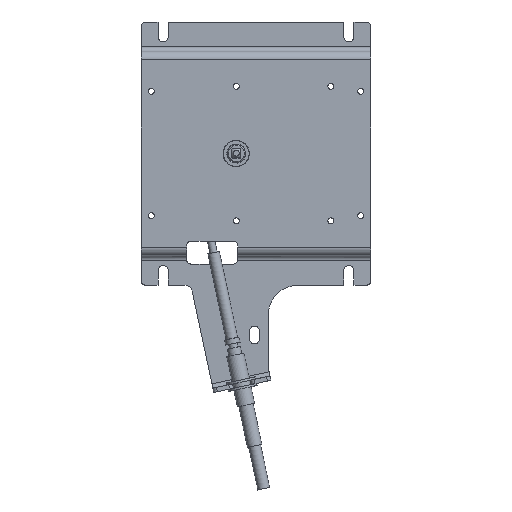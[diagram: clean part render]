
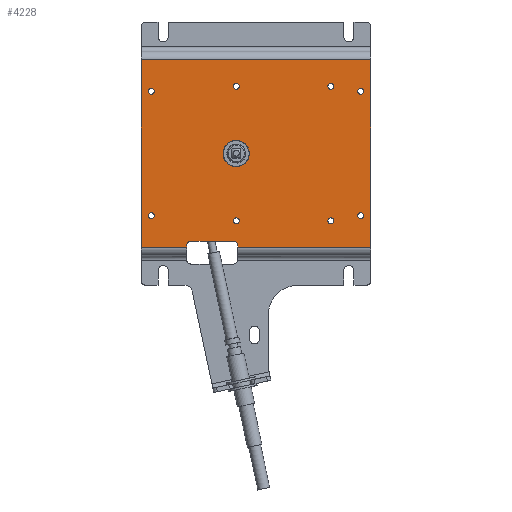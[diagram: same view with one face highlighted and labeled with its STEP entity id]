
A CAD part, top view. The second image highlights one B-rep face of the part: STEP entity #4228.
In plain terms, the highlighted planar face has unit normal (0, 0, 1).
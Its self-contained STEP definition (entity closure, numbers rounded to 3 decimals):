
#618=DIRECTION('',(1.,0.,0.));
#619=VECTOR('',#618,157.);
#620=CARTESIAN_POINT('',(-78.5,64.,3.));
#621=LINE('',#620,#619);
#626=DIRECTION('',(0.,-1.,0.));
#627=VECTOR('',#626,1.);
#628=CARTESIAN_POINT('',(-12.5,-63.,3.));
#629=LINE('',#628,#627);
#630=CARTESIAN_POINT('',(-15.5,-63.,3.));
#631=DIRECTION('',(0.,0.,-1.));
#632=DIRECTION('',(0.,1.,0.));
#633=AXIS2_PLACEMENT_3D('',#630,#631,#632);
#635=DIRECTION('',(1.,0.,0.));
#636=VECTOR('',#635,29.);
#637=CARTESIAN_POINT('',(-44.5,-60.,3.));
#638=LINE('',#637,#636);
#639=CARTESIAN_POINT('',(-44.5,-63.,3.));
#640=DIRECTION('',(0.,0.,-1.));
#641=DIRECTION('',(-1.,0.,0.));
#642=AXIS2_PLACEMENT_3D('',#639,#640,#641);
#644=DIRECTION('',(0.,1.,0.));
#645=VECTOR('',#644,1.);
#646=CARTESIAN_POINT('',(-47.5,-64.,3.));
#647=LINE('',#646,#645);
#648=DIRECTION('',(0.,-1.,0.));
#649=VECTOR('',#648,128.);
#650=CARTESIAN_POINT('',(-78.5,64.,3.));
#651=LINE('',#650,#649);
#652=DIRECTION('',(0.,1.,0.));
#653=VECTOR('',#652,128.);
#654=CARTESIAN_POINT('',(78.5,-64.,3.));
#655=LINE('',#654,#653);
#656=CARTESIAN_POINT('',(51.2,-46.,3.));
#657=DIRECTION('',(0.,0.,-1.));
#658=DIRECTION('',(1.,0.,0.));
#659=AXIS2_PLACEMENT_3D('',#656,#657,#658);
#661=CARTESIAN_POINT('',(51.2,-46.,3.));
#662=DIRECTION('',(0.,0.,-1.));
#663=DIRECTION('',(-1.,0.,0.));
#664=AXIS2_PLACEMENT_3D('',#661,#662,#663);
#666=CARTESIAN_POINT('',(51.2,46.,3.));
#667=DIRECTION('',(0.,0.,-1.));
#668=DIRECTION('',(1.,0.,0.));
#669=AXIS2_PLACEMENT_3D('',#666,#667,#668);
#671=CARTESIAN_POINT('',(51.2,46.,3.));
#672=DIRECTION('',(0.,0.,-1.));
#673=DIRECTION('',(-1.,0.,0.));
#674=AXIS2_PLACEMENT_3D('',#671,#672,#673);
#676=CARTESIAN_POINT('',(71.5,42.5,3.));
#677=DIRECTION('',(0.,0.,-1.));
#678=DIRECTION('',(1.,0.,0.));
#679=AXIS2_PLACEMENT_3D('',#676,#677,#678);
#681=CARTESIAN_POINT('',(71.5,42.5,3.));
#682=DIRECTION('',(0.,0.,-1.));
#683=DIRECTION('',(-1.,0.,0.));
#684=AXIS2_PLACEMENT_3D('',#681,#682,#683);
#686=CARTESIAN_POINT('',(71.5,-42.5,3.));
#687=DIRECTION('',(0.,0.,-1.));
#688=DIRECTION('',(1.,0.,0.));
#689=AXIS2_PLACEMENT_3D('',#686,#687,#688);
#691=CARTESIAN_POINT('',(71.5,-42.5,3.));
#692=DIRECTION('',(0.,0.,-1.));
#693=DIRECTION('',(-1.,0.,0.));
#694=AXIS2_PLACEMENT_3D('',#691,#692,#693);
#696=CARTESIAN_POINT('',(-71.5,42.5,3.));
#697=DIRECTION('',(0.,0.,-1.));
#698=DIRECTION('',(1.,0.,0.));
#699=AXIS2_PLACEMENT_3D('',#696,#697,#698);
#701=CARTESIAN_POINT('',(-71.5,42.5,3.));
#702=DIRECTION('',(0.,0.,-1.));
#703=DIRECTION('',(-1.,0.,0.));
#704=AXIS2_PLACEMENT_3D('',#701,#702,#703);
#706=CARTESIAN_POINT('',(-13.5,-46.,3.));
#707=DIRECTION('',(0.,0.,-1.));
#708=DIRECTION('',(1.,0.,0.));
#709=AXIS2_PLACEMENT_3D('',#706,#707,#708);
#711=CARTESIAN_POINT('',(-13.5,-46.,3.));
#712=DIRECTION('',(0.,0.,-1.));
#713=DIRECTION('',(-1.,0.,0.));
#714=AXIS2_PLACEMENT_3D('',#711,#712,#713);
#716=CARTESIAN_POINT('',(-13.5,46.,3.));
#717=DIRECTION('',(0.,0.,-1.));
#718=DIRECTION('',(1.,0.,0.));
#719=AXIS2_PLACEMENT_3D('',#716,#717,#718);
#721=CARTESIAN_POINT('',(-13.5,46.,3.));
#722=DIRECTION('',(0.,0.,-1.));
#723=DIRECTION('',(-1.,0.,0.));
#724=AXIS2_PLACEMENT_3D('',#721,#722,#723);
#726=CARTESIAN_POINT('',(-13.5,0.,3.));
#727=DIRECTION('',(0.,0.,-1.));
#728=DIRECTION('',(1.,0.,0.));
#729=AXIS2_PLACEMENT_3D('',#726,#727,#728);
#731=CARTESIAN_POINT('',(-13.5,0.,3.));
#732=DIRECTION('',(0.,0.,-1.));
#733=DIRECTION('',(-1.,0.,0.));
#734=AXIS2_PLACEMENT_3D('',#731,#732,#733);
#736=CARTESIAN_POINT('',(-71.5,-42.5,3.));
#737=DIRECTION('',(0.,0.,-1.));
#738=DIRECTION('',(1.,0.,0.));
#739=AXIS2_PLACEMENT_3D('',#736,#737,#738);
#741=CARTESIAN_POINT('',(-71.5,-42.5,3.));
#742=DIRECTION('',(0.,0.,-1.));
#743=DIRECTION('',(-1.,0.,0.));
#744=AXIS2_PLACEMENT_3D('',#741,#742,#743);
#782=DIRECTION('',(-1.,0.,0.));
#783=VECTOR('',#782,91.);
#784=CARTESIAN_POINT('',(78.5,-64.,3.));
#785=LINE('',#784,#783);
#1330=DIRECTION('',(-1.,0.,0.));
#1331=VECTOR('',#1330,31.);
#1332=CARTESIAN_POINT('',(-47.5,-64.,3.));
#1333=LINE('',#1332,#1331);
#3103=CARTESIAN_POINT('',(-12.5,-64.,3.));
#3105=VERTEX_POINT('',#3103);
#3108=CARTESIAN_POINT('',(78.5,-64.,3.));
#3109=VERTEX_POINT('',#3108);
#3126=CARTESIAN_POINT('',(-78.5,64.,3.));
#3127=CARTESIAN_POINT('',(-78.5,-64.,3.));
#3128=VERTEX_POINT('',#3126);
#3129=VERTEX_POINT('',#3127);
#3132=CARTESIAN_POINT('',(78.5,64.,3.));
#3133=VERTEX_POINT('',#3132);
#3134=CARTESIAN_POINT('',(-12.5,-63.,3.));
#3135=VERTEX_POINT('',#3134);
#3136=CARTESIAN_POINT('',(-47.5,-64.,3.));
#3137=VERTEX_POINT('',#3136);
#3138=CARTESIAN_POINT('',(-47.5,-63.,3.));
#3139=VERTEX_POINT('',#3138);
#3140=CARTESIAN_POINT('',(-44.5,-60.,3.));
#3141=VERTEX_POINT('',#3140);
#3142=CARTESIAN_POINT('',(-15.5,-60.,3.));
#3143=VERTEX_POINT('',#3142);
#3190=CARTESIAN_POINT('',(-73.5,-42.5,3.));
#3192=VERTEX_POINT('',#3190);
#3194=CARTESIAN_POINT('',(-69.5,-42.5,3.));
#3196=VERTEX_POINT('',#3194);
#3197=CARTESIAN_POINT('',(-22.5,0.,3.));
#3198=CARTESIAN_POINT('',(-4.5,0.,3.));
#3199=VERTEX_POINT('',#3197);
#3200=VERTEX_POINT('',#3198);
#3202=CARTESIAN_POINT('',(-15.5,46.,3.));
#3204=VERTEX_POINT('',#3202);
#3206=CARTESIAN_POINT('',(-11.5,46.,3.));
#3208=VERTEX_POINT('',#3206);
#3210=CARTESIAN_POINT('',(-15.5,-46.,3.));
#3212=VERTEX_POINT('',#3210);
#3214=CARTESIAN_POINT('',(-11.5,-46.,3.));
#3216=VERTEX_POINT('',#3214);
#3218=CARTESIAN_POINT('',(-73.5,42.5,3.));
#3220=VERTEX_POINT('',#3218);
#3222=CARTESIAN_POINT('',(-69.5,42.5,3.));
#3224=VERTEX_POINT('',#3222);
#3226=CARTESIAN_POINT('',(69.5,-42.5,3.));
#3228=VERTEX_POINT('',#3226);
#3230=CARTESIAN_POINT('',(73.5,-42.5,3.));
#3232=VERTEX_POINT('',#3230);
#3234=CARTESIAN_POINT('',(69.5,42.5,3.));
#3236=VERTEX_POINT('',#3234);
#3238=CARTESIAN_POINT('',(73.5,42.5,3.));
#3240=VERTEX_POINT('',#3238);
#3242=CARTESIAN_POINT('',(49.2,46.,3.));
#3244=VERTEX_POINT('',#3242);
#3246=CARTESIAN_POINT('',(53.2,46.,3.));
#3248=VERTEX_POINT('',#3246);
#3250=CARTESIAN_POINT('',(49.2,-46.,3.));
#3252=VERTEX_POINT('',#3250);
#3254=CARTESIAN_POINT('',(53.2,-46.,3.));
#3256=VERTEX_POINT('',#3254);
#4149=CARTESIAN_POINT('',(-78.5,-64.,3.));
#4150=DIRECTION('',(0.,0.,1.));
#4151=DIRECTION('',(1.,0.,0.));
#4152=AXIS2_PLACEMENT_3D('',#4149,#4150,#4151);
#4153=PLANE('',#4152);
#4155=ORIENTED_EDGE('',*,*,#4154,.F.);
#4157=ORIENTED_EDGE('',*,*,#4156,.F.);
#4159=ORIENTED_EDGE('',*,*,#4158,.F.);
#4161=ORIENTED_EDGE('',*,*,#4160,.F.);
#4163=ORIENTED_EDGE('',*,*,#4162,.F.);
#4165=ORIENTED_EDGE('',*,*,#4164,.T.);
#4167=ORIENTED_EDGE('',*,*,#4166,.F.);
#4168=ORIENTED_EDGE('',*,*,#4132,.T.);
#4169=ORIENTED_EDGE('',*,*,#4115,.F.);
#4171=ORIENTED_EDGE('',*,*,#4170,.T.);
#4172=EDGE_LOOP('',(#4155,#4157,#4159,#4161,#4163,#4165,#4167,#4168,#4169,
#4171));
#4173=FACE_OUTER_BOUND('',#4172,.F.);
#4175=ORIENTED_EDGE('',*,*,#4174,.F.);
#4177=ORIENTED_EDGE('',*,*,#4176,.F.);
#4178=EDGE_LOOP('',(#4175,#4177));
#4179=FACE_BOUND('',#4178,.F.);
#4181=ORIENTED_EDGE('',*,*,#4180,.F.);
#4183=ORIENTED_EDGE('',*,*,#4182,.F.);
#4184=EDGE_LOOP('',(#4181,#4183));
#4185=FACE_BOUND('',#4184,.F.);
#4187=ORIENTED_EDGE('',*,*,#4186,.F.);
#4189=ORIENTED_EDGE('',*,*,#4188,.F.);
#4190=EDGE_LOOP('',(#4187,#4189));
#4191=FACE_BOUND('',#4190,.F.);
#4193=ORIENTED_EDGE('',*,*,#4192,.F.);
#4195=ORIENTED_EDGE('',*,*,#4194,.F.);
#4196=EDGE_LOOP('',(#4193,#4195));
#4197=FACE_BOUND('',#4196,.F.);
#4199=ORIENTED_EDGE('',*,*,#4198,.F.);
#4201=ORIENTED_EDGE('',*,*,#4200,.F.);
#4202=EDGE_LOOP('',(#4199,#4201));
#4203=FACE_BOUND('',#4202,.F.);
#4205=ORIENTED_EDGE('',*,*,#4204,.F.);
#4207=ORIENTED_EDGE('',*,*,#4206,.F.);
#4208=EDGE_LOOP('',(#4205,#4207));
#4209=FACE_BOUND('',#4208,.F.);
#4211=ORIENTED_EDGE('',*,*,#4210,.F.);
#4213=ORIENTED_EDGE('',*,*,#4212,.F.);
#4214=EDGE_LOOP('',(#4211,#4213));
#4215=FACE_BOUND('',#4214,.F.);
#4217=ORIENTED_EDGE('',*,*,#4216,.F.);
#4219=ORIENTED_EDGE('',*,*,#4218,.F.);
#4220=EDGE_LOOP('',(#4217,#4219));
#4221=FACE_BOUND('',#4220,.F.);
#4223=ORIENTED_EDGE('',*,*,#4222,.F.);
#4225=ORIENTED_EDGE('',*,*,#4224,.F.);
#4226=EDGE_LOOP('',(#4223,#4225));
#4227=FACE_BOUND('',#4226,.F.);
#634=CIRCLE('',#633,3.);
#643=CIRCLE('',#642,3.);
#660=CIRCLE('',#659,2.);
#665=CIRCLE('',#664,2.);
#670=CIRCLE('',#669,2.);
#675=CIRCLE('',#674,2.);
#680=CIRCLE('',#679,2.);
#685=CIRCLE('',#684,2.);
#690=CIRCLE('',#689,2.);
#695=CIRCLE('',#694,2.);
#700=CIRCLE('',#699,2.);
#705=CIRCLE('',#704,2.);
#710=CIRCLE('',#709,2.);
#715=CIRCLE('',#714,2.);
#720=CIRCLE('',#719,2.);
#725=CIRCLE('',#724,2.);
#730=CIRCLE('',#729,9.);
#735=CIRCLE('',#734,9.);
#740=CIRCLE('',#739,2.);
#745=CIRCLE('',#744,2.);
#4115=EDGE_CURVE('',#3109,#3133,#655,.T.);
#4132=EDGE_CURVE('',#3128,#3133,#621,.T.);
#4154=EDGE_CURVE('',#3135,#3105,#629,.T.);
#4156=EDGE_CURVE('',#3143,#3135,#634,.T.);
#4158=EDGE_CURVE('',#3141,#3143,#638,.T.);
#4160=EDGE_CURVE('',#3139,#3141,#643,.T.);
#4162=EDGE_CURVE('',#3137,#3139,#647,.T.);
#4164=EDGE_CURVE('',#3137,#3129,#1333,.T.);
#4166=EDGE_CURVE('',#3128,#3129,#651,.T.);
#4170=EDGE_CURVE('',#3109,#3105,#785,.T.);
#4174=EDGE_CURVE('',#3256,#3252,#660,.T.);
#4176=EDGE_CURVE('',#3252,#3256,#665,.T.);
#4180=EDGE_CURVE('',#3248,#3244,#670,.T.);
#4182=EDGE_CURVE('',#3244,#3248,#675,.T.);
#4186=EDGE_CURVE('',#3240,#3236,#680,.T.);
#4188=EDGE_CURVE('',#3236,#3240,#685,.T.);
#4192=EDGE_CURVE('',#3232,#3228,#690,.T.);
#4194=EDGE_CURVE('',#3228,#3232,#695,.T.);
#4198=EDGE_CURVE('',#3224,#3220,#700,.T.);
#4200=EDGE_CURVE('',#3220,#3224,#705,.T.);
#4204=EDGE_CURVE('',#3216,#3212,#710,.T.);
#4206=EDGE_CURVE('',#3212,#3216,#715,.T.);
#4210=EDGE_CURVE('',#3208,#3204,#720,.T.);
#4212=EDGE_CURVE('',#3204,#3208,#725,.T.);
#4216=EDGE_CURVE('',#3200,#3199,#730,.T.);
#4218=EDGE_CURVE('',#3199,#3200,#735,.T.);
#4222=EDGE_CURVE('',#3196,#3192,#740,.T.);
#4224=EDGE_CURVE('',#3192,#3196,#745,.T.);
#4228=ADVANCED_FACE('',(#4173,#4179,#4185,#4191,#4197,#4203,#4209,#4215,#4221,
#4227),#4153,.T.);
